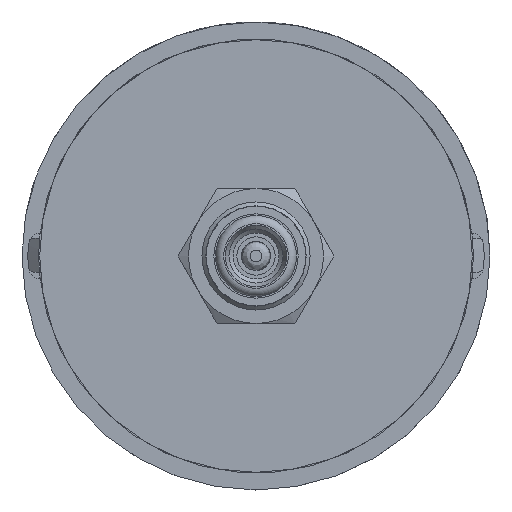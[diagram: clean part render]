
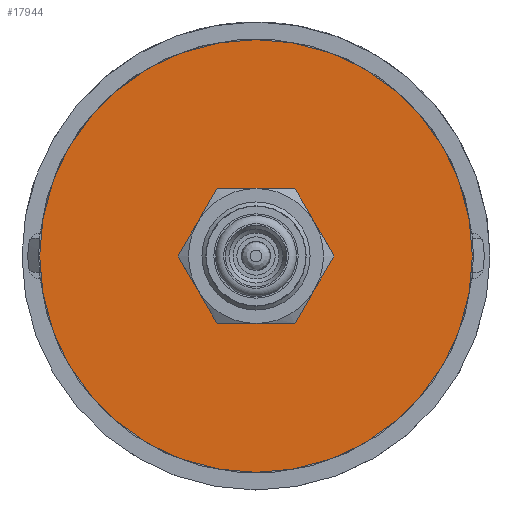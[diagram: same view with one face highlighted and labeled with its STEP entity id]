
A CAD part, front view. The second image highlights one B-rep face of the part: STEP entity #17944.
In plain terms, the highlighted planar face has unit normal (0, -1, 0).
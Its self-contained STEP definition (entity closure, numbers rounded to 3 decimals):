
#17902=CARTESIAN_POINT('',(36.555,86.568,-20.428));
#17903=VERTEX_POINT('',#17902);
#17904=CARTESIAN_POINT('',(36.555,86.568,-26.828));
#17905=DIRECTION('',(0.0,1.0,0.0));
#17906=DIRECTION('',(0.0,0.0,1.0));
#17907=AXIS2_PLACEMENT_3D('',#17904,#17905,#17906);
#17908=CIRCLE('',#17907,6.4);
#17909=EDGE_CURVE('',#17903,#17903,#17908,.T.);
#17925=CARTESIAN_POINT('',(36.555,86.568,-10.915));
#17926=DIRECTION('',(0.0,-1.0,0.0));
#17927=DIRECTION('',(0.0,0.0,-1.0));
#17928=AXIS2_PLACEMENT_3D('',#17925,#17926,#17927);
#17929=PLANE('',#17928);
#17930=CARTESIAN_POINT('',(36.555,86.568,-1.403));
#17931=VERTEX_POINT('',#17930);
#17932=CARTESIAN_POINT('',(36.555,86.568,-26.828));
#17933=DIRECTION('',(0.0,1.0,0.0));
#17934=DIRECTION('',(0.0,0.0,1.0));
#17935=AXIS2_PLACEMENT_3D('',#17932,#17933,#17934);
#17936=CIRCLE('',#17935,25.425);
#17937=EDGE_CURVE('',#17931,#17931,#17936,.T.);
#17938=ORIENTED_EDGE('',*,*,#17937,.F.);
#17939=EDGE_LOOP('',(#17938));
#17940=FACE_OUTER_BOUND('',#17939,.T.);
#17941=ORIENTED_EDGE('',*,*,#17909,.T.);
#17942=EDGE_LOOP('',(#17941));
#17943=FACE_BOUND('',#17942,.T.);
#17944=ADVANCED_FACE('',(#17940,#17943),#17929,.T.);
